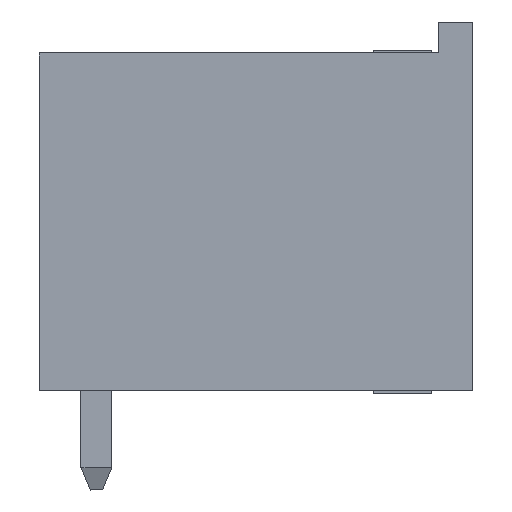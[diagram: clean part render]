
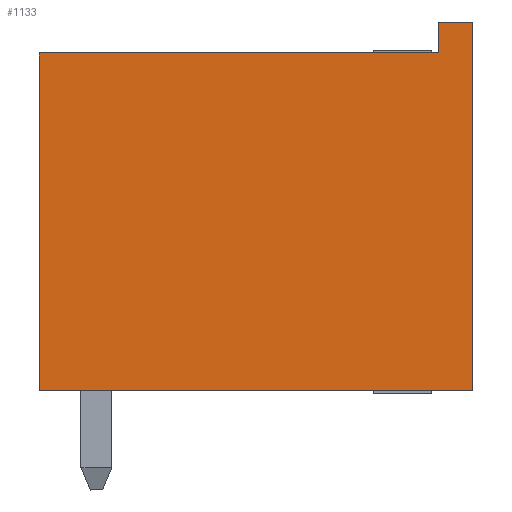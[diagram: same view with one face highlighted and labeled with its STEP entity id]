
A CAD part, left-side view. The second image highlights one B-rep face of the part: STEP entity #1133.
In plain terms, the highlighted planar face has unit normal (-1, 0.026, 0).
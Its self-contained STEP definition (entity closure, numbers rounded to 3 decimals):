
#1111=AXIS2_PLACEMENT_3D('Plane Axis2P3D',#1108,#1109,#1110) ;
#336=CARTESIAN_POINT('Vertex',(0.,0.,15.1)) ;
#339=CARTESIAN_POINT('Line Origine',(0.,0.,9.15)) ;
#343=CARTESIAN_POINT('Vertex',(0.,0.,3.2)) ;
#950=CARTESIAN_POINT('Vertex',(0.367,14.,14.1)) ;
#953=CARTESIAN_POINT('Line Origine',(0.198,7.55,14.1)) ;
#957=CARTESIAN_POINT('Vertex',(0.029,1.1,14.1)) ;
#999=CARTESIAN_POINT('Vertex',(0.029,1.1,15.1)) ;
#1002=CARTESIAN_POINT('Line Origine',(0.029,1.1,14.6)) ;
#1020=CARTESIAN_POINT('Line Origine',(0.014,0.55,15.1)) ;
#1108=CARTESIAN_POINT('Axis2P3D Location',(0.,0.,8.9)) ;
#1113=CARTESIAN_POINT('Line Origine',(0.367,14.,8.65)) ;
#1117=CARTESIAN_POINT('Vertex',(0.367,14.,3.2)) ;
#1120=CARTESIAN_POINT('Line Origine',(0.183,7.,3.2)) ;
#340=DIRECTION('Vector Direction',(0.,0.,-1.)) ;
#954=DIRECTION('Vector Direction',(-0.026,-1.,0.)) ;
#1003=DIRECTION('Vector Direction',(0.,0.,1.)) ;
#1021=DIRECTION('Vector Direction',(-0.026,-1.,0.)) ;
#1109=DIRECTION('Axis2P3D Direction',(-1.,0.026,0.)) ;
#1110=DIRECTION('Axis2P3D XDirection',(0.,0.,-1.)) ;
#1114=DIRECTION('Vector Direction',(0.,0.,-1.)) ;
#1121=DIRECTION('Vector Direction',(0.026,1.,0.)) ;
#341=VECTOR('Line Direction',#340,1.) ;
#955=VECTOR('Line Direction',#954,1.) ;
#1004=VECTOR('Line Direction',#1003,1.) ;
#1022=VECTOR('Line Direction',#1021,1.) ;
#1115=VECTOR('Line Direction',#1114,1.) ;
#1122=VECTOR('Line Direction',#1121,1.) ;
#1126=ORIENTED_EDGE('',*,*,#345,.F.) ;
#1127=ORIENTED_EDGE('',*,*,#1024,.F.) ;
#1128=ORIENTED_EDGE('',*,*,#1006,.F.) ;
#1129=ORIENTED_EDGE('',*,*,#959,.F.) ;
#1130=ORIENTED_EDGE('',*,*,#1119,.T.) ;
#1131=ORIENTED_EDGE('',*,*,#1124,.F.) ;
#1133=ADVANCED_FACE('Housing',(#1132),#1112,.T.) ;
#345=EDGE_CURVE('',#337,#344,#342,.T.) ;
#959=EDGE_CURVE('',#951,#958,#956,.T.) ;
#1006=EDGE_CURVE('',#958,#1000,#1005,.T.) ;
#1024=EDGE_CURVE('',#1000,#337,#1023,.T.) ;
#1119=EDGE_CURVE('',#951,#1118,#1116,.T.) ;
#1124=EDGE_CURVE('',#344,#1118,#1123,.T.) ;
#1125=EDGE_LOOP('',(#1126,#1127,#1128,#1129,#1130,#1131)) ;
#1132=FACE_OUTER_BOUND('',#1125,.T.) ;
#342=LINE('Line',#339,#341) ;
#956=LINE('Line',#953,#955) ;
#1005=LINE('Line',#1002,#1004) ;
#1023=LINE('Line',#1020,#1022) ;
#1116=LINE('Line',#1113,#1115) ;
#1123=LINE('Line',#1120,#1122) ;
#1112=PLANE('',#1111) ;
#337=VERTEX_POINT('',#336) ;
#344=VERTEX_POINT('',#343) ;
#951=VERTEX_POINT('',#950) ;
#958=VERTEX_POINT('',#957) ;
#1000=VERTEX_POINT('',#999) ;
#1118=VERTEX_POINT('',#1117) ;
